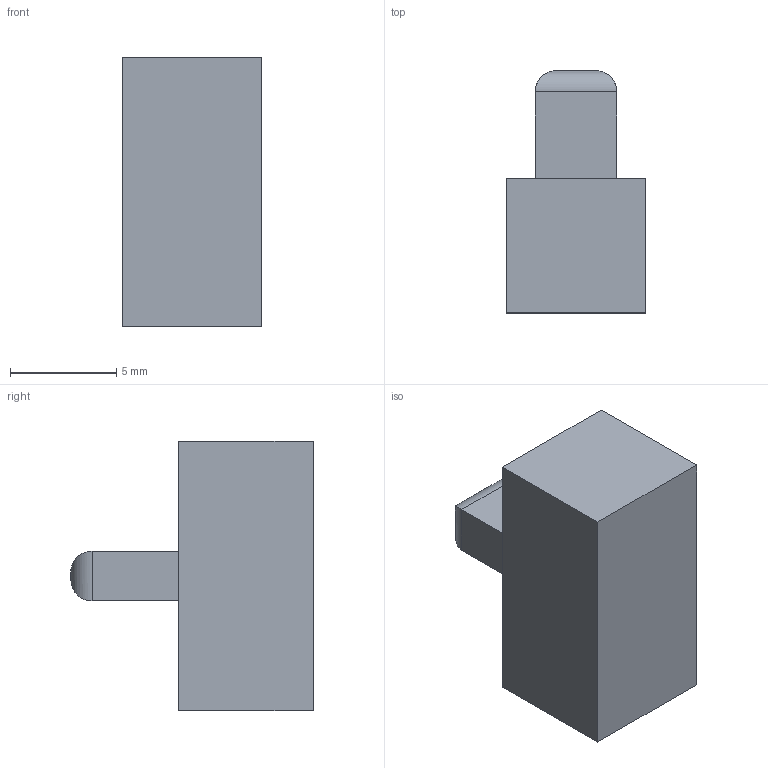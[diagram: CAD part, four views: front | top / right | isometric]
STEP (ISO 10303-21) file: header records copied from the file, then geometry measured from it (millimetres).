
FILE_DESCRIPTION (( 'STEP AP214' ), '1' );
FILE_NAME ('Part1.STEP', '2022-12-19T07:21:53', ( '' ), ( '' ), 'SwSTEP 2.0', 'SolidWorks 2021', '' );
FILE_SCHEMA (( 'AUTOMOTIVE_DESIGN' ));
Length unit declared in the file: millimetre
Products named in the file (1): Part1
Bounding box: 6.6 x 11.43 x 12.7 mm (x, y, z)
Volume: 576.1 mm3; surface area: 469.9 mm2
Topology: 1 solids, 1 shells, 15 faces, 32 edges, 20 vertices
Faces by surface type: plane 11, cylinder 4
Entity records: 428 total; most frequent: CARTESIAN_POINT 80, ORIENTED_EDGE 64, DIRECTION 60, EDGE_CURVE 32, VECTOR 28, LINE 28, VERTEX_POINT 20, AXIS2_PLACEMENT_3D 16
